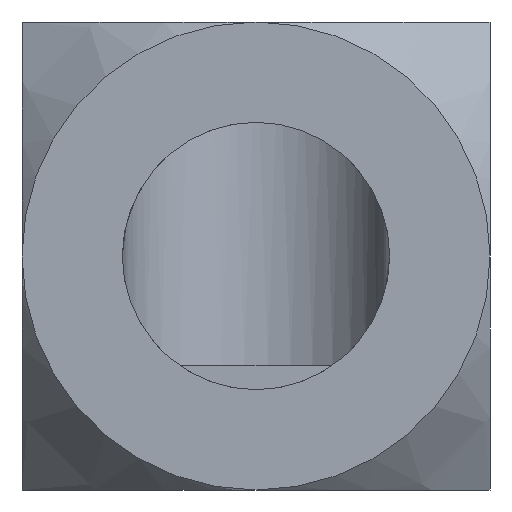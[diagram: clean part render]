
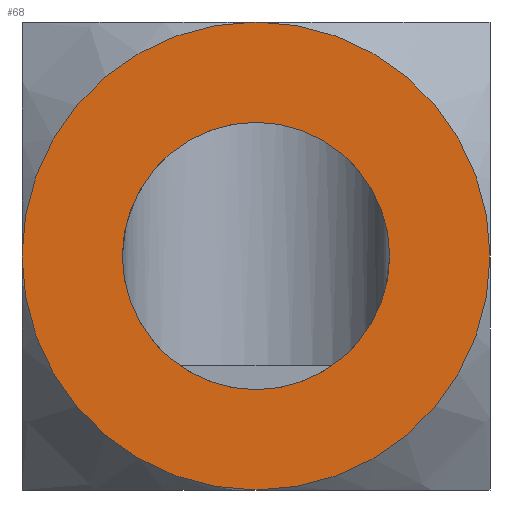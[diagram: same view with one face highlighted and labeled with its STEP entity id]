
A CAD part, front view. The second image highlights one B-rep face of the part: STEP entity #68.
In plain terms, the highlighted planar face has unit normal (0, -1, 0).
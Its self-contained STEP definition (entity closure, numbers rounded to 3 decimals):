
#68 = ADVANCED_FACE( '', ( #144, #145 ), #146, .F. );
#144 = FACE_BOUND( '', #233, .T. );
#145 = FACE_OUTER_BOUND( '', #234, .T. );
#146 = PLANE( '', #235 );
#233 = EDGE_LOOP( '', ( #349 ) );
#234 = EDGE_LOOP( '', ( #350, #351, #352, #353 ) );
#235 = AXIS2_PLACEMENT_3D( '', #354, #355, #356 );
#349 = ORIENTED_EDGE( '', *, *, #477, .T. );
#350 = ORIENTED_EDGE( '', *, *, #500, .F. );
#351 = ORIENTED_EDGE( '', *, *, #492, .T. );
#352 = ORIENTED_EDGE( '', *, *, #488, .F. );
#353 = ORIENTED_EDGE( '', *, *, #495, .F. );
#354 = CARTESIAN_POINT( '', ( -7.5, 0., 7.5 ) );
#355 = DIRECTION( '', ( 0., 1., 0. ) );
#356 = DIRECTION( '', ( 0., 0., 1. ) );
#477 = EDGE_CURVE( '', #550, #550, #551, .T. );
#488 = EDGE_CURVE( '', #568, #565, #570, .T. );
#492 = EDGE_CURVE( '', #572, #565, #576, .T. );
#495 = EDGE_CURVE( '', #579, #568, #581, .T. );
#500 = EDGE_CURVE( '', #572, #579, #586, .T. );
#550 = VERTEX_POINT( '', #648 );
#551 = CIRCLE( '', #649, 4.283 );
#565 = VERTEX_POINT( '', #685 );
#568 = VERTEX_POINT( '', #697 );
#570 = CIRCLE( '', #708, 7.5 );
#572 = VERTEX_POINT( '', #710 );
#576 = CIRCLE( '', #736, 7.5 );
#579 = VERTEX_POINT( '', #739 );
#581 = CIRCLE( '', #750, 7.5 );
#586 = CIRCLE( '', #768, 7.5 );
#648 = CARTESIAN_POINT( '', ( 0., 0., -4.283 ) );
#649 = AXIS2_PLACEMENT_3D( '', #923, #924, #925 );
#685 = CARTESIAN_POINT( '', ( -7.5, 0., 0. ) );
#697 = CARTESIAN_POINT( '', ( 0., 0., -7.5 ) );
#708 = AXIS2_PLACEMENT_3D( '', #935, #936, #937 );
#710 = CARTESIAN_POINT( '', ( 0., 0., 7.5 ) );
#736 = AXIS2_PLACEMENT_3D( '', #938, #939, #940 );
#739 = CARTESIAN_POINT( '', ( 7.5, 0., 0. ) );
#750 = AXIS2_PLACEMENT_3D( '', #941, #942, #943 );
#768 = AXIS2_PLACEMENT_3D( '', #947, #948, #949 );
#923 = CARTESIAN_POINT( '', ( 0., 0., 0. ) );
#924 = DIRECTION( '', ( 0., 1., 0. ) );
#925 = DIRECTION( '', ( 0., 0., -1. ) );
#935 = CARTESIAN_POINT( '', ( 0., 0., 0. ) );
#936 = DIRECTION( '', ( 0., 1., 0. ) );
#937 = DIRECTION( '', ( 0., 0., 1. ) );
#938 = CARTESIAN_POINT( '', ( 0., 0., 0. ) );
#939 = DIRECTION( '', ( 0., -1., 0. ) );
#940 = DIRECTION( '', ( 0., 0., -1. ) );
#941 = CARTESIAN_POINT( '', ( 0., 0., 0. ) );
#942 = DIRECTION( '', ( 0., 1., 0. ) );
#943 = DIRECTION( '', ( 0., 0., 1. ) );
#947 = CARTESIAN_POINT( '', ( 0., 0., 0. ) );
#948 = DIRECTION( '', ( 0., 1., 0. ) );
#949 = DIRECTION( '', ( 0., 0., 1. ) );
